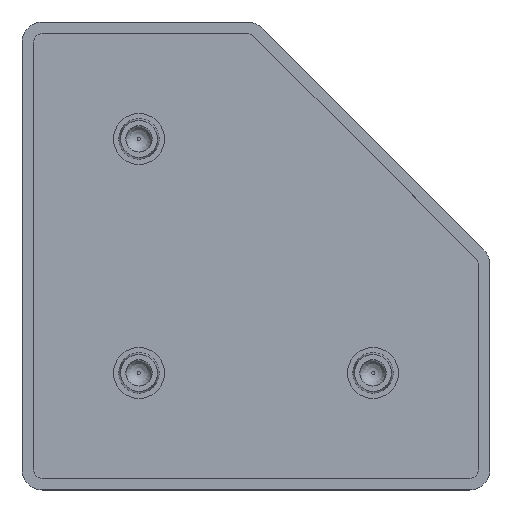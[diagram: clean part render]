
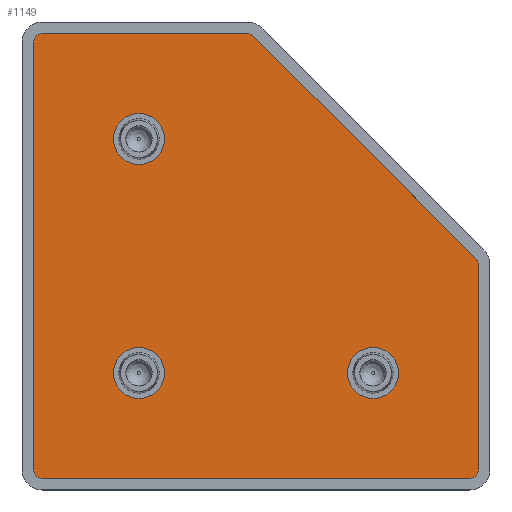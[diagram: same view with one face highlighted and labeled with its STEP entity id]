
A CAD part, top view. The second image highlights one B-rep face of the part: STEP entity #1149.
In plain terms, the highlighted planar face has unit normal (0, 0, 1).
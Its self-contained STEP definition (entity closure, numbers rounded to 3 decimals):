
#189=CARTESIAN_POINT('',(20.0,-24.35,-2.));
#190=VERTEX_POINT('',#189);
#191=CARTESIAN_POINT('',(20.0,-20.0,-2.0));
#192=DIRECTION('',(0.0,0.0,-1.0));
#193=DIRECTION('',(0.0,-1.0,0.0));
#194=AXIS2_PLACEMENT_3D('',#191,#192,#193);
#195=CIRCLE('',#194,4.35);
#196=EDGE_CURVE('',#190,#190,#195,.T.);
#434=CARTESIAN_POINT('',(-20.0,-24.35,-2.));
#435=VERTEX_POINT('',#434);
#436=CARTESIAN_POINT('',(-20.0,-20.0,-2.0));
#437=DIRECTION('',(0.0,0.0,-1.0));
#438=DIRECTION('',(0.0,-1.0,0.0));
#439=AXIS2_PLACEMENT_3D('',#436,#437,#438);
#440=CIRCLE('',#439,4.35);
#441=EDGE_CURVE('',#435,#435,#440,.T.);
#679=CARTESIAN_POINT('',(-20.0,15.65,-2.));
#680=VERTEX_POINT('',#679);
#681=CARTESIAN_POINT('',(-20.0,20.0,-2.0));
#682=DIRECTION('',(0.0,0.0,-1.0));
#683=DIRECTION('',(0.0,-1.0,0.0));
#684=AXIS2_PLACEMENT_3D('',#681,#682,#683);
#685=CIRCLE('',#684,4.35);
#686=EDGE_CURVE('',#680,#680,#685,.T.);
#808=CARTESIAN_POINT('',(-38.,36.5,-2.0));
#809=VERTEX_POINT('',#808);
#810=CARTESIAN_POINT('',(-38.,-36.5,-2.0));
#811=VERTEX_POINT('',#810);
#812=CARTESIAN_POINT('',(-38.,36.5,-2.0));
#813=DIRECTION('',(0.0,-1.0,0.0));
#814=VECTOR('',#813,73.);
#815=LINE('',#812,#814);
#816=EDGE_CURVE('',#809,#811,#815,.T.);
#848=CARTESIAN_POINT('',(-36.5,-38.,-2.0));
#849=VERTEX_POINT('',#848);
#850=CARTESIAN_POINT('',(-36.5,-36.5,-2.0));
#851=DIRECTION('',(0.0,0.0,1.0));
#852=DIRECTION('',(1.0,0.0,0.0));
#853=AXIS2_PLACEMENT_3D('',#850,#851,#852);
#854=CIRCLE('',#853,1.5);
#855=EDGE_CURVE('',#811,#849,#854,.T.);
#881=CARTESIAN_POINT('',(36.5,-38.,-2.0));
#882=VERTEX_POINT('',#881);
#883=CARTESIAN_POINT('',(-36.5,-38.,-2.0));
#884=DIRECTION('',(1.0,0.0,0.0));
#885=VECTOR('',#884,73.);
#886=LINE('',#883,#885);
#887=EDGE_CURVE('',#849,#882,#886,.T.);
#912=CARTESIAN_POINT('',(38.,-36.5,-2.0));
#913=VERTEX_POINT('',#912);
#914=CARTESIAN_POINT('',(36.5,-36.5,-2.0));
#915=DIRECTION('',(0.0,0.0,1.0));
#916=DIRECTION('',(0.0,1.0,0.0));
#917=AXIS2_PLACEMENT_3D('',#914,#915,#916);
#918=CIRCLE('',#917,1.5);
#919=EDGE_CURVE('',#882,#913,#918,.T.);
#945=CARTESIAN_POINT('',(38.0,-1.45,-2.0));
#946=VERTEX_POINT('',#945);
#947=CARTESIAN_POINT('',(38.,-36.5,-2.0));
#948=DIRECTION('',(0.0,1.0,0.0));
#949=VECTOR('',#948,35.05);
#950=LINE('',#947,#949);
#951=EDGE_CURVE('',#913,#946,#950,.T.);
#976=CARTESIAN_POINT('',(37.561,-0.389,-2.0));
#977=VERTEX_POINT('',#976);
#978=CARTESIAN_POINT('',(36.5,-1.45,-2.0));
#979=DIRECTION('',(0.0,0.0,1.0));
#980=DIRECTION('',(-1.0,0.0,0.0));
#981=AXIS2_PLACEMENT_3D('',#978,#979,#980);
#982=CIRCLE('',#981,1.5);
#983=EDGE_CURVE('',#946,#977,#982,.T.);
#1009=CARTESIAN_POINT('',(-0.389,37.561,-2.0));
#1010=VERTEX_POINT('',#1009);
#1011=CARTESIAN_POINT('',(37.561,-0.389,-2.0));
#1012=DIRECTION('',(-0.707,0.707,0.0));
#1013=VECTOR('',#1012,53.669);
#1014=LINE('',#1011,#1013);
#1015=EDGE_CURVE('',#977,#1010,#1014,.T.);
#1040=CARTESIAN_POINT('',(-1.45,38.,-2.0));
#1041=VERTEX_POINT('',#1040);
#1042=CARTESIAN_POINT('',(-1.45,36.5,-2.0));
#1043=DIRECTION('',(0.0,0.0,1.0));
#1044=DIRECTION('',(-0.707,-0.707,0.0));
#1045=AXIS2_PLACEMENT_3D('',#1042,#1043,#1044);
#1046=CIRCLE('',#1045,1.5);
#1047=EDGE_CURVE('',#1010,#1041,#1046,.T.);
#1073=CARTESIAN_POINT('',(-36.5,38.,-2.0));
#1074=VERTEX_POINT('',#1073);
#1075=CARTESIAN_POINT('',(-1.45,38.,-2.0));
#1076=DIRECTION('',(-1.0,0.0,0.0));
#1077=VECTOR('',#1076,35.05);
#1078=LINE('',#1075,#1077);
#1079=EDGE_CURVE('',#1041,#1074,#1078,.T.);
#1104=CARTESIAN_POINT('',(-36.5,36.5,-2.0));
#1105=DIRECTION('',(0.0,0.0,1.0));
#1106=DIRECTION('',(0.0,-1.0,0.0));
#1107=AXIS2_PLACEMENT_3D('',#1104,#1105,#1106);
#1108=CIRCLE('',#1107,1.5);
#1109=EDGE_CURVE('',#1074,#809,#1108,.T.);
#1123=CARTESIAN_POINT('',(-4.135,-4.135,-2.0));
#1124=DIRECTION('',(0.0,0.0,1.0));
#1125=DIRECTION('',(1.0,0.0,0.0));
#1126=AXIS2_PLACEMENT_3D('',#1123,#1124,#1125);
#1127=PLANE('',#1126);
#1128=ORIENTED_EDGE('',*,*,#816,.T.);
#1129=ORIENTED_EDGE('',*,*,#855,.T.);
#1130=ORIENTED_EDGE('',*,*,#887,.T.);
#1131=ORIENTED_EDGE('',*,*,#919,.T.);
#1132=ORIENTED_EDGE('',*,*,#951,.T.);
#1133=ORIENTED_EDGE('',*,*,#983,.T.);
#1134=ORIENTED_EDGE('',*,*,#1015,.T.);
#1135=ORIENTED_EDGE('',*,*,#1047,.T.);
#1136=ORIENTED_EDGE('',*,*,#1079,.T.);
#1137=ORIENTED_EDGE('',*,*,#1109,.T.);
#1138=EDGE_LOOP('',(#1128,#1129,#1130,#1131,#1132,#1133,#1134,#1135,#1136,#1137));
#1139=FACE_OUTER_BOUND('',#1138,.T.);
#1140=ORIENTED_EDGE('',*,*,#196,.T.);
#1141=EDGE_LOOP('',(#1140));
#1142=FACE_BOUND('',#1141,.T.);
#1143=ORIENTED_EDGE('',*,*,#441,.T.);
#1144=EDGE_LOOP('',(#1143));
#1145=FACE_BOUND('',#1144,.T.);
#1146=ORIENTED_EDGE('',*,*,#686,.T.);
#1147=EDGE_LOOP('',(#1146));
#1148=FACE_BOUND('',#1147,.T.);
#1149=ADVANCED_FACE('',(#1139,#1142,#1145,#1148),#1127,.T.);
